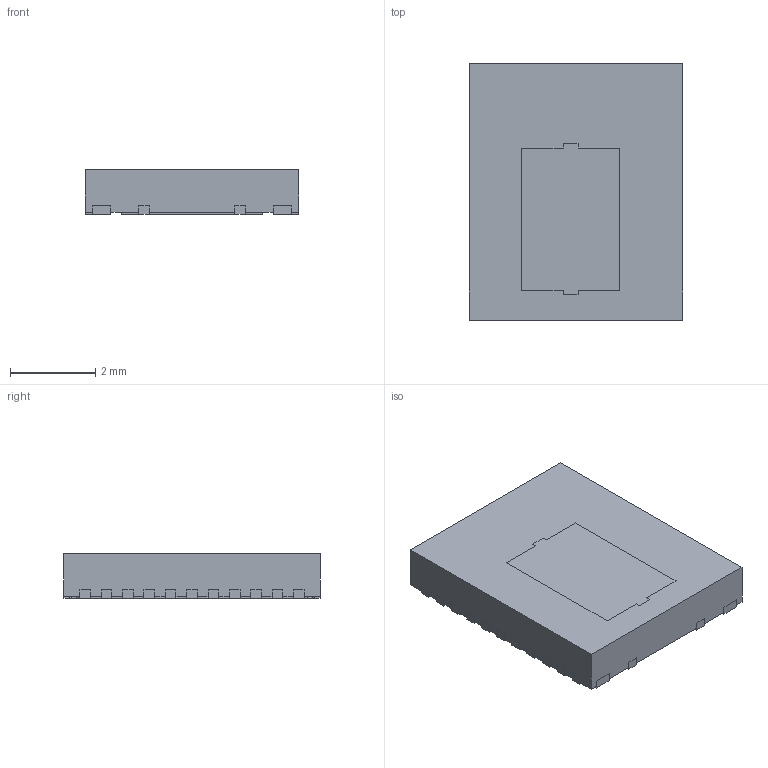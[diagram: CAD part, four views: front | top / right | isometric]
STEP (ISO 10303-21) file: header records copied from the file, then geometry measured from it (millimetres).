
FILE_DESCRIPTION((''),'2;1');
FILE_NAME('DMM0022A_ASM','2016-10-06T',('a0412025'),(''),'CREO PARAMETRIC BY PTC INC, 2016050','CREO PARAMETRIC BY PTC INC, 2016050','');
FILE_SCHEMA(('AUTOMOTIVE_DESIGN { 1 0 10303 214 1 1 1 1 }'));
Length unit declared in the file: millimetre
Products named in the file (5): BODY-SON; FRAME-DMM0022A; PIN1-ID; HEATSLUG; DMM0022A_ASM
Assembly tree (4 placements, depth 2):
  DMM0022A_ASM
    BODY-SON
    FRAME-DMM0022A
    PIN1-ID
    HEATSLUG
Bounding box: 5 x 6 x 1.05 mm (x, y, z)
Volume: 31.1 mm3; surface area: 167.8 mm2
Topology: 13 solids, 13 shells, 353 faces, 978 edges, 652 vertices
Faces by surface type: plane 321, cylinder 32
Entity records: 14713 total; most frequent: CARTESIAN_POINT 2002, ORIENTED_EDGE 1956, DIRECTION 1766, PRESENTATION_STYLE_ASSIGNMENT 1002, STYLED_ITEM 991, CURVE_STYLE 978, EDGE_CURVE 978, VECTOR 914
